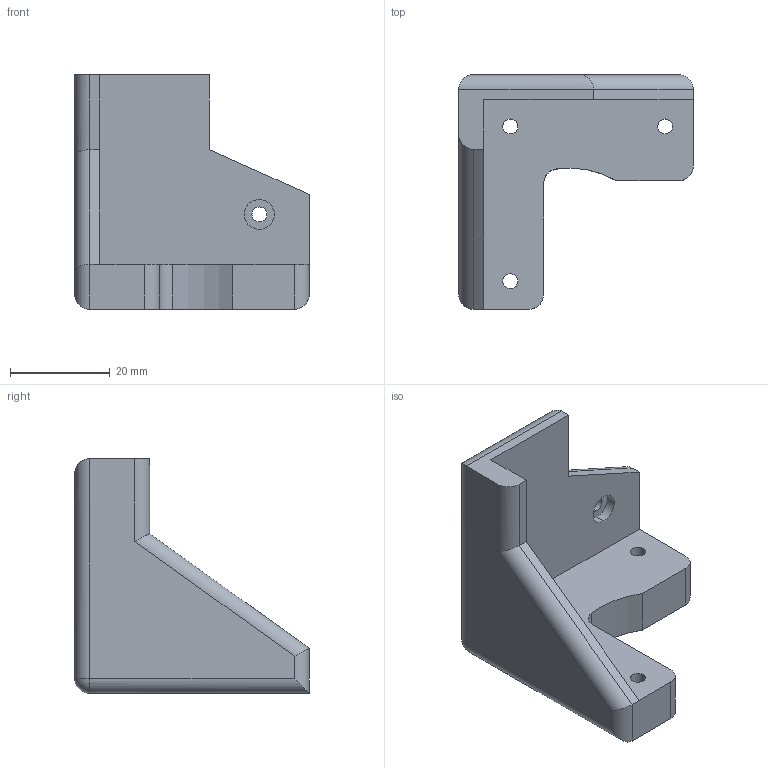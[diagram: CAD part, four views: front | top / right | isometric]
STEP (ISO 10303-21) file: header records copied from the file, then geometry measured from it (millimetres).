
FILE_DESCRIPTION (( 'STEP AP214' ), '1' );
FILE_NAME ('support-moteur-1bis.STEP', '2015-12-12T14:29:27', ( '' ), ( '' ), 'SwSTEP 2.0', 'SolidWorks 2014', '' );
FILE_SCHEMA (( 'AUTOMOTIVE_DESIGN' ));
Length unit declared in the file: millimetre
Products named in the file (2): support-moteur-1bis
Bounding box: 47 x 47 x 47 mm (x, y, z)
Volume: 22263.3 mm3; surface area: 9027.8 mm2
Topology: 1 solids, 1 shells, 46 faces, 113 edges, 69 vertices
Faces by surface type: cylinder 27, plane 17, sphere 2
Entity records: 1574 total; most frequent: CARTESIAN_POINT 252, DIRECTION 237, ORIENTED_EDGE 222, EDGE_CURVE 111, AXIS2_PLACEMENT_3D 86, VERTEX_POINT 69, LINE 65, VECTOR 65
